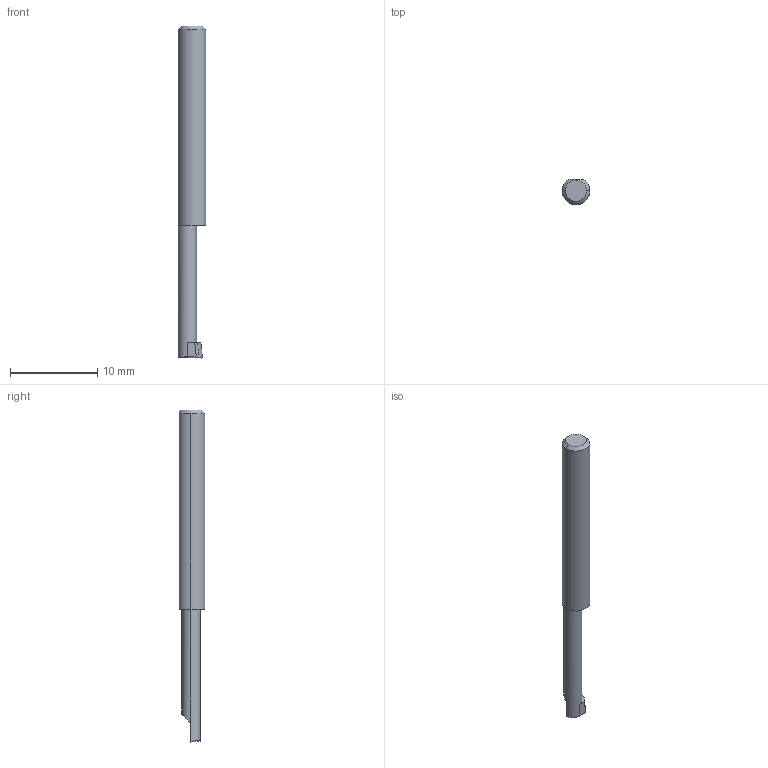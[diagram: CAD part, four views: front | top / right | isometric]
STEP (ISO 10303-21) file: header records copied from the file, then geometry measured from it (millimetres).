
FILE_DESCRIPTION (( 'STEP AP214' ), '1' );
FILE_NAME ('Micro_BBL-110600X.STEP', '2021-09-10T14:17:22', ( '' ), ( '' ), 'SwSTEP 2.0', 'SolidWorks 2020', '' );
FILE_SCHEMA (( 'AUTOMOTIVE_DESIGN' ));
Length unit declared in the file: inch
Products named in the file (1): Micro_BBL-110600X
Bounding box: 3.17 x 2.92 x 38.1 mm (x, y, z)
Volume: 222.9 mm3; surface area: 338.1 mm2
Topology: 1 solids, 1 shells, 18 faces, 41 edges, 25 vertices
Faces by surface type: plane 9, cylinder 7, cone 2
Entity records: 550 total; most frequent: CARTESIAN_POINT 114, DIRECTION 83, ORIENTED_EDGE 82, EDGE_CURVE 41, AXIS2_PLACEMENT_3D 30, VERTEX_POINT 25, LINE 23, VECTOR 23
